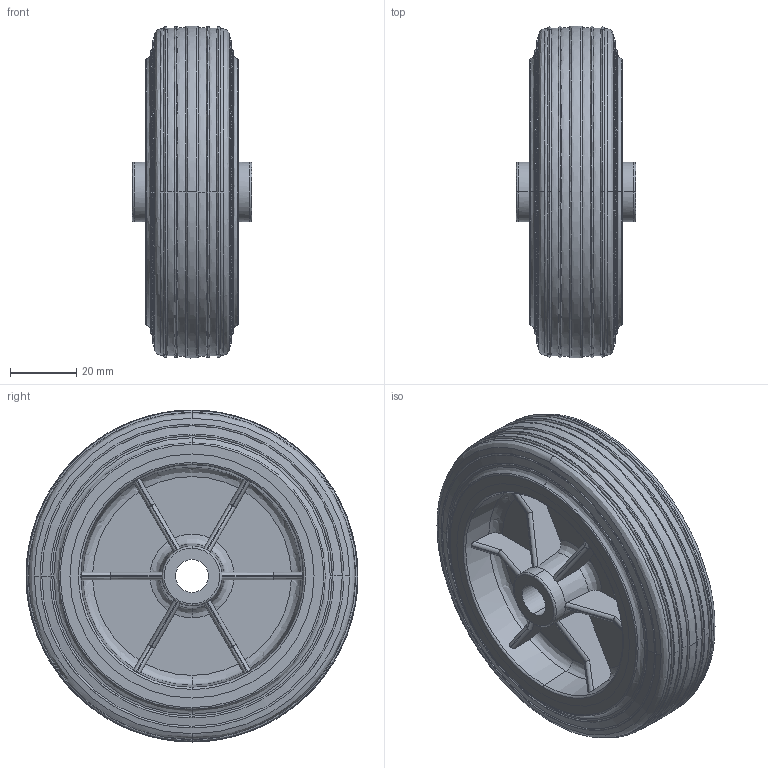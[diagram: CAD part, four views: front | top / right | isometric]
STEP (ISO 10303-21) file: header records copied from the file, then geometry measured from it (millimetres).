
FILE_DESCRIPTION (( 'STEP AP214' ), '1' );
FILE_NAME ('0014778.step', '2022-05-04T09:40:24', ( '' ), ( '' ), 'SwSTEP 2.0', 'SolidWorks 2020', '' );
FILE_SCHEMA (( 'AUTOMOTIVE_DESIGN' ));
Length unit declared in the file: millimetre
Products named in the file (1): 0014778
Bounding box: 36 x 100 x 100 mm (x, y, z)
Volume: 129688.6 mm3; surface area: 47590.6 mm2
Topology: 2 solids, 2 shells, 252 faces, 681 edges, 435 vertices
Faces by surface type: bspline 84, plane 66, cylinder 58, cone 30, torus 14
Entity records: 14169 total; most frequent: CARTESIAN_POINT 5633, ORIENTED_EDGE 1362, DIRECTION 1052, EDGE_CURVE 681, VERTEX_POINT 435, AXIS2_PLACEMENT_3D 434, CIRCLE 265, EDGE_LOOP 258
